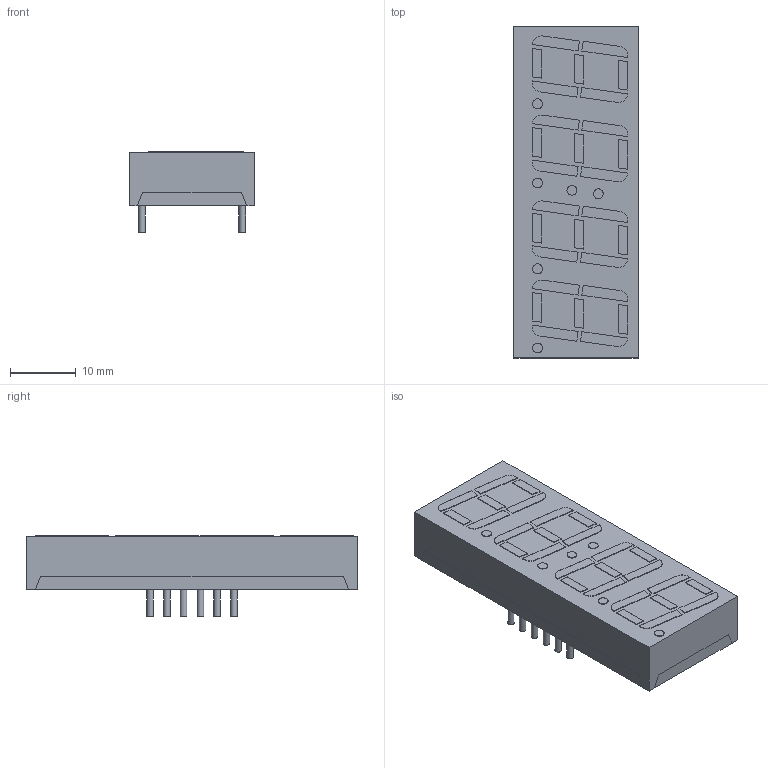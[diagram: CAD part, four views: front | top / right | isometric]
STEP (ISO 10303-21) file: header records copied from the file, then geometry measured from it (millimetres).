
FILE_DESCRIPTION(('FreeCAD Model'),'2;1');
FILE_NAME('Fusion004_sp.step','2017-07-13T20:52:03',( 'kicad StepUp'),('ksu MCAD'),'Open CASCADE STEP processor 7.1', 'FreeCAD','Unknown');
FILE_SCHEMA(('AUTOMOTIVE_DESIGN { 1 0 10303 214 1 1 1 1 }'));
Length unit declared in the file: millimetre
Products named in the file (1): Fusion004_sp
Bounding box: 19 x 50.3 x 12.2 mm (x, y, z)
Volume: 7803.3 mm3; surface area: 3227.6 mm2
Topology: 1 solids, 1 shells, 218 faces, 514 edges, 344 vertices
Faces by surface type: plane 184, cylinder 34
Full cylindrical faces by diameter (mm): 1 x12, 1.5 x6
Entity records: 4499 total; most frequent: CARTESIAN_POINT 820, ORIENTED_EDGE 814, EDGE_CURVE 514, LINE 434, VERTEX_POINT 344, FACE_BOUND 264, EDGE_LOOP 264, AXIS2_PLACEMENT_3D 249
